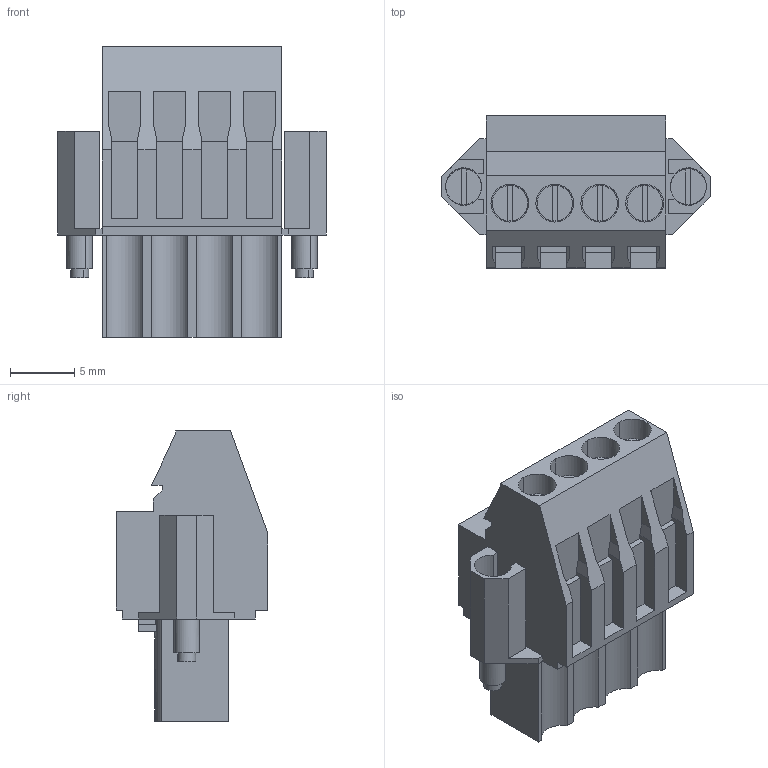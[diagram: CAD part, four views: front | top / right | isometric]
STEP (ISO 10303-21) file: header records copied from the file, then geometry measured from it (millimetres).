
FILE_DESCRIPTION(('CATIA V5 STEP Exchange','CAx-IF Rec.Pracs.--- Model Styling and Organization---1.2---2011-12-15'),'2;1');
FILE_NAME ('D1454069_0_1639260000_1639260000.stp','2017-04-18T08:38:16+00:00',('none'),('Weidmueller'),'CATIA Version 5-6 Release 2014','CATIA V5 STEP AP214','none');
FILE_SCHEMA(('AUTOMOTIVE_DESIGN { 1 0 10303 214 1 1 1 1 }'));
Length unit declared in the file: millimetre
Products named in the file (1): 1639260000
Bounding box: 20.94 x 11.83 x 22.6 mm (x, y, z)
Volume: 2295.9 mm3; surface area: 2387 mm2
Topology: 7 solids, 7 shells, 310 faces, 840 edges, 565 vertices
Faces by surface type: plane 257, cylinder 53
Entity records: 9410 total; most frequent: CARTESIAN_POINT 1762, ORIENTED_EDGE 1680, DIRECTION 1345, EDGE_CURVE 840, VECTOR 686, LINE 686, VERTEX_POINT 565, AXIS2_PLACEMENT_3D 400
